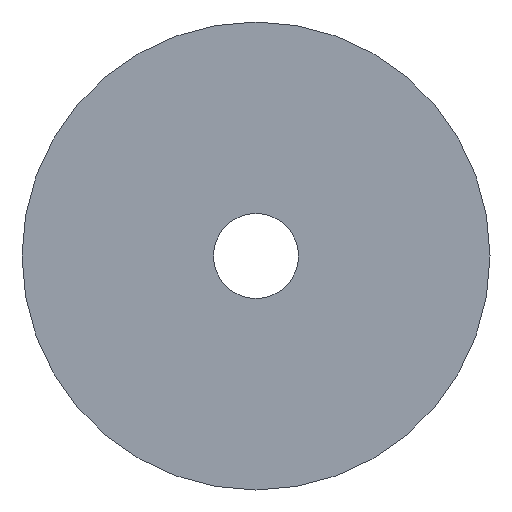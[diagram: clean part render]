
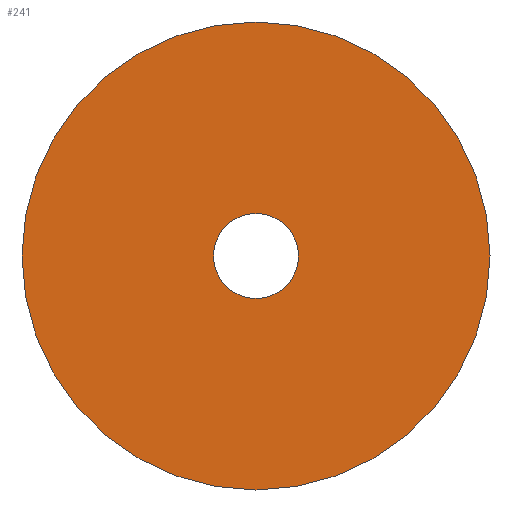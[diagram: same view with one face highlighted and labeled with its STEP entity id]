
A CAD part, left-side view. The second image highlights one B-rep face of the part: STEP entity #241.
In plain terms, the highlighted planar face has unit normal (-1, 0, 0).
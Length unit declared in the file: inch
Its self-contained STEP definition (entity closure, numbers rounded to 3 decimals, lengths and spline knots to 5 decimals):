
#6 = EDGE_CURVE ( 'NONE', #192, #133, #89, .T. ) ;
#11 = CIRCLE ( 'NONE', #78, 0.6876 ) ;
#12 = EDGE_LOOP ( 'NONE', ( #226, #52 ) ) ;
#14 = EDGE_LOOP ( 'NONE', ( #69, #108 ) ) ;
#17 = EDGE_CURVE ( 'NONE', #53, #94, #34, .T. ) ;
#18 = DIRECTION ( 'NONE',  ( 0., 0., -1. ) ) ;
#19 = DIRECTION ( 'NONE',  ( 0., 0., -1. ) ) ;
#20 = CARTESIAN_POINT ( 'NONE',  ( 0., 0., 0. ) ) ;
#34 = CIRCLE ( 'NONE', #54, 0.125 ) ;
#37 = CARTESIAN_POINT ( 'NONE',  ( 0., 0., 0. ) ) ;
#38 = CARTESIAN_POINT ( 'NONE',  ( 0., 0., 0.125 ) ) ;
#44 = CARTESIAN_POINT ( 'NONE',  ( 0., 0., 0.6876 ) ) ;
#45 = FACE_OUTER_BOUND ( 'NONE', #12, .T. ) ;
#52 = ORIENTED_EDGE ( 'NONE', *, *, #147, .F. ) ;
#53 = VERTEX_POINT ( 'NONE', #58 ) ;
#54 = AXIS2_PLACEMENT_3D ( 'NONE', #155, #178, #19 ) ;
#58 = CARTESIAN_POINT ( 'NONE',  ( 0., 0., -0.125 ) ) ;
#69 = ORIENTED_EDGE ( 'NONE', *, *, #188, .T. ) ;
#76 = DIRECTION ( 'NONE',  ( 1., 0., 0. ) ) ;
#78 = AXIS2_PLACEMENT_3D ( 'NONE', #20, #76, #95 ) ;
#80 = CARTESIAN_POINT ( 'NONE',  ( 0., 0., 0. ) ) ;
#89 = CIRCLE ( 'NONE', #245, 0.6876 ) ;
#94 = VERTEX_POINT ( 'NONE', #38 ) ;
#95 = DIRECTION ( 'NONE',  ( 0., 0., -1. ) ) ;
#96 = CARTESIAN_POINT ( 'NONE',  ( 0., 0., -0.6876 ) ) ;
#104 = FACE_BOUND ( 'NONE', #14, .T. ) ;
#108 = ORIENTED_EDGE ( 'NONE', *, *, #17, .T. ) ;
#114 = AXIS2_PLACEMENT_3D ( 'NONE', #216, #251, #173 ) ;
#124 = PLANE ( 'NONE',  #197 ) ;
#133 = VERTEX_POINT ( 'NONE', #96 ) ;
#138 = DIRECTION ( 'NONE',  ( 1., 0., 0. ) ) ;
#147 = EDGE_CURVE ( 'NONE', #133, #192, #11, .T. ) ;
#155 = CARTESIAN_POINT ( 'NONE',  ( 0., 0., 0. ) ) ;
#162 = DIRECTION ( 'NONE',  ( 0., 0., -1. ) ) ;
#173 = DIRECTION ( 'NONE',  ( 0., 0., -1. ) ) ;
#178 = DIRECTION ( 'NONE',  ( 1., 0., 0. ) ) ;
#183 = DIRECTION ( 'NONE',  ( 1., 0., 0. ) ) ;
#188 = EDGE_CURVE ( 'NONE', #94, #53, #195, .T. ) ;
#192 = VERTEX_POINT ( 'NONE', #44 ) ;
#195 = CIRCLE ( 'NONE', #114, 0.125 ) ;
#197 = AXIS2_PLACEMENT_3D ( 'NONE', #80, #183, #162 ) ;
#216 = CARTESIAN_POINT ( 'NONE',  ( 0., 0., 0. ) ) ;
#226 = ORIENTED_EDGE ( 'NONE', *, *, #6, .F. ) ;
#241 = ADVANCED_FACE ( 'NONE', ( #104, #45 ), #124, .F. ) ;
#245 = AXIS2_PLACEMENT_3D ( 'NONE', #37, #138, #18 ) ;
#251 = DIRECTION ( 'NONE',  ( 1., 0., 0. ) ) ;
